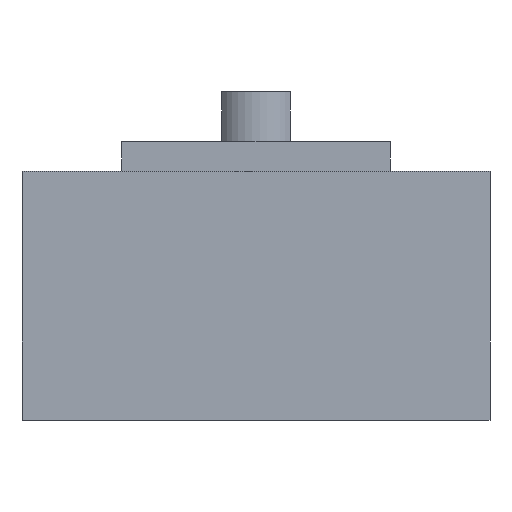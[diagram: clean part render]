
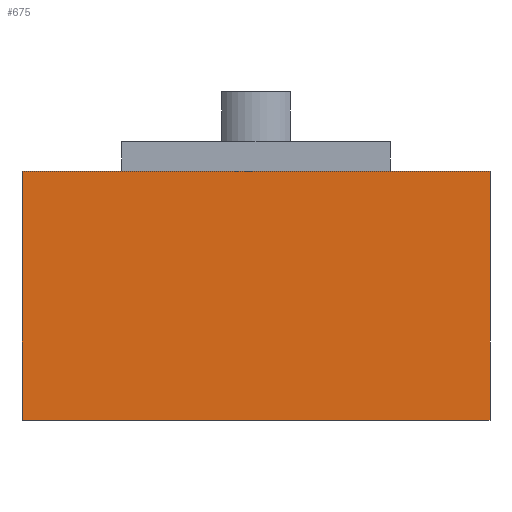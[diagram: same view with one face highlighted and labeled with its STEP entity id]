
A CAD part, left-side view. The second image highlights one B-rep face of the part: STEP entity #675.
In plain terms, the highlighted planar face has unit normal (-1, 0, 0).
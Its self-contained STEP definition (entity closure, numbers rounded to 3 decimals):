
#43=FACE_OUTER_BOUND('',#76,.T.);
#76=EDGE_LOOP('',(#548,#549,#550,#551));
#113=LINE('',#985,#195);
#129=LINE('',#1021,#211);
#132=LINE('',#1026,#214);
#133=LINE('',#1028,#215);
#195=VECTOR('',#799,10.);
#211=VECTOR('',#829,10.);
#214=VECTOR('',#834,10.);
#215=VECTOR('',#837,10.);
#291=VERTEX_POINT('',#982);
#292=VERTEX_POINT('',#984);
#305=VERTEX_POINT('',#1020);
#306=VERTEX_POINT('',#1024);
#362=EDGE_CURVE('',#292,#291,#113,.T.);
#381=EDGE_CURVE('',#305,#292,#129,.T.);
#384=EDGE_CURVE('',#291,#306,#132,.T.);
#385=EDGE_CURVE('',#306,#305,#133,.T.);
#548=ORIENTED_EDGE('',*,*,#381,.T.);
#549=ORIENTED_EDGE('',*,*,#362,.T.);
#550=ORIENTED_EDGE('',*,*,#384,.T.);
#551=ORIENTED_EDGE('',*,*,#385,.T.);
#647=PLANE('',#731);
#675=ADVANCED_FACE('',(#43),#647,.T.);
#731=AXIS2_PLACEMENT_3D('',#1065,#866,#867);
#799=DIRECTION('',(0.,-1.,0.));
#829=DIRECTION('',(0.,0.,-1.));
#834=DIRECTION('',(0.,0.,1.));
#837=DIRECTION('',(0.,1.,0.));
#866=DIRECTION('center_axis',(-1.,0.,0.));
#867=DIRECTION('ref_axis',(0.,0.,1.));
#982=CARTESIAN_POINT('',(-45.878,5.445,-25.));
#984=CARTESIAN_POINT('',(-45.878,52.445,-25.));
#985=CARTESIAN_POINT('',(-45.878,42.445,-25.));
#1020=CARTESIAN_POINT('',(-45.878,52.445,0.));
#1021=CARTESIAN_POINT('',(-45.878,52.445,-12.5));
#1024=CARTESIAN_POINT('',(-45.878,5.445,0.));
#1026=CARTESIAN_POINT('',(-45.878,5.445,-12.5));
#1028=CARTESIAN_POINT('',(-45.878,15.445,0.));
#1065=CARTESIAN_POINT('Origin',(-45.878,40.445,-12.5));
